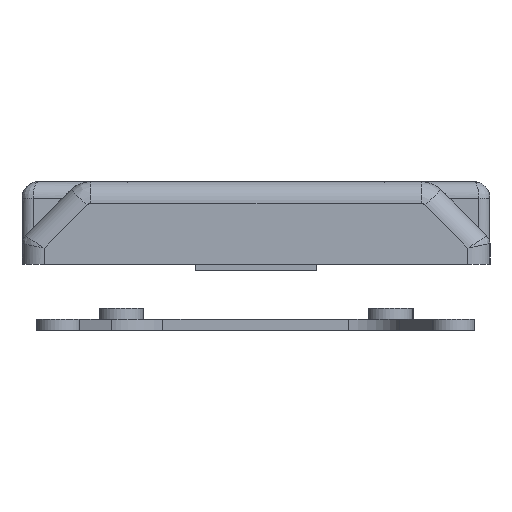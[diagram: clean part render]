
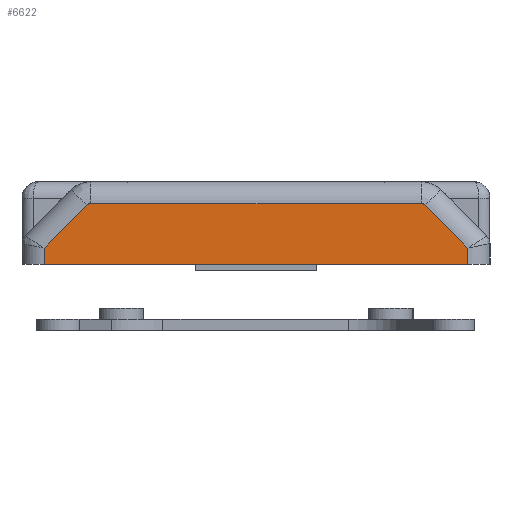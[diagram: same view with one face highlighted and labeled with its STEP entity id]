
A CAD part, left-side view. The second image highlights one B-rep face of the part: STEP entity #6622.
In plain terms, the highlighted planar face has unit normal (-1, 0, 0).
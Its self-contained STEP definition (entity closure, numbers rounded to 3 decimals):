
#237=PLANE('',#7146);
#522=FACE_OUTER_BOUND('',#909,.T.);
#909=EDGE_LOOP('',(#4842,#4843,#4844,#4845,#4846,#4847,#4848,#4849));
#1365=LINE('',#9859,#2080);
#1368=LINE('',#9871,#2083);
#1406=LINE('',#10194,#2121);
#1407=LINE('',#10197,#2122);
#1408=LINE('',#10198,#2123);
#1409=LINE('',#10199,#2124);
#2080=VECTOR('',#7839,10.);
#2083=VECTOR('',#7850,10.);
#2121=VECTOR('',#8024,10.);
#2122=VECTOR('',#8027,10.);
#2123=VECTOR('',#8028,10.);
#2124=VECTOR('',#8029,10.);
#2790=CIRCLE('',#7121,1.);
#2793=CIRCLE('',#7124,1.);
#3031=VERTEX_POINT('',#9854);
#3032=VERTEX_POINT('',#9858);
#3035=VERTEX_POINT('',#9865);
#3037=VERTEX_POINT('',#9869);
#3062=VERTEX_POINT('',#10062);
#3063=VERTEX_POINT('',#10074);
#3074=VERTEX_POINT('',#10192);
#3075=VERTEX_POINT('',#10196);
#3680=EDGE_CURVE('',#3031,#3032,#1365,.T.);
#3686=EDGE_CURVE('',#3037,#3035,#1368,.T.);
#3736=EDGE_CURVE('',#3062,#3037,#2790,.T.);
#3739=EDGE_CURVE('',#3032,#3063,#2793,.T.);
#3767=EDGE_CURVE('',#3074,#3031,#1406,.T.);
#3768=EDGE_CURVE('',#3075,#3074,#1407,.T.);
#3769=EDGE_CURVE('',#3035,#3075,#1408,.T.);
#3770=EDGE_CURVE('',#3063,#3062,#1409,.T.);
#4842=ORIENTED_EDGE('',*,*,#3767,.F.);
#4843=ORIENTED_EDGE('',*,*,#3768,.F.);
#4844=ORIENTED_EDGE('',*,*,#3769,.F.);
#4845=ORIENTED_EDGE('',*,*,#3686,.F.);
#4846=ORIENTED_EDGE('',*,*,#3736,.F.);
#4847=ORIENTED_EDGE('',*,*,#3770,.F.);
#4848=ORIENTED_EDGE('',*,*,#3739,.F.);
#4849=ORIENTED_EDGE('',*,*,#3680,.F.);
#6622=ADVANCED_FACE('',(#522),#237,.T.);
#7121=AXIS2_PLACEMENT_3D('',#10064,#7959,#7960);
#7124=AXIS2_PLACEMENT_3D('',#10077,#7965,#7966);
#7146=AXIS2_PLACEMENT_3D('',#10195,#8025,#8026);
#7839=DIRECTION('',(0.,-0.707,0.707));
#7850=DIRECTION('',(0.,-0.707,-0.707));
#7959=DIRECTION('center_axis',(1.,0.,0.));
#7960=DIRECTION('ref_axis',(0.,-0.383,0.924));
#7965=DIRECTION('center_axis',(1.,0.,0.));
#7966=DIRECTION('ref_axis',(0.,0.383,0.924));
#8024=DIRECTION('',(0.,0.,1.));
#8025=DIRECTION('center_axis',(-1.,0.,0.));
#8026=DIRECTION('ref_axis',(0.,-1.,0.));
#8027=DIRECTION('',(0.,1.,0.));
#8028=DIRECTION('',(0.,0.,-1.));
#8029=DIRECTION('',(0.,-1.,0.));
#9854=CARTESIAN_POINT('',(-111.75,38.5,2.943));
#9858=CARTESIAN_POINT('',(-111.75,30.736,10.707));
#9859=CARTESIAN_POINT('',(-111.75,35.622,5.822));
#9865=CARTESIAN_POINT('',(-111.75,-38.5,2.943));
#9869=CARTESIAN_POINT('',(-111.75,-30.736,10.707));
#9871=CARTESIAN_POINT('',(-111.75,-19.572,21.872));
#10062=CARTESIAN_POINT('',(-111.75,-30.029,11.));
#10064=CARTESIAN_POINT('Origin',(-111.75,-30.029,10.));
#10074=CARTESIAN_POINT('',(-111.75,30.029,11.));
#10077=CARTESIAN_POINT('Origin',(-111.75,30.029,10.));
#10192=CARTESIAN_POINT('',(-111.75,38.5,0.));
#10194=CARTESIAN_POINT('',(-111.75,38.5,0.));
#10195=CARTESIAN_POINT('Origin',(-111.75,42.5,0.));
#10196=CARTESIAN_POINT('',(-111.75,-38.5,0.));
#10197=CARTESIAN_POINT('',(-111.75,-42.5,0.));
#10198=CARTESIAN_POINT('',(-111.75,-38.5,0.));
#10199=CARTESIAN_POINT('',(-111.75,21.25,11.));
